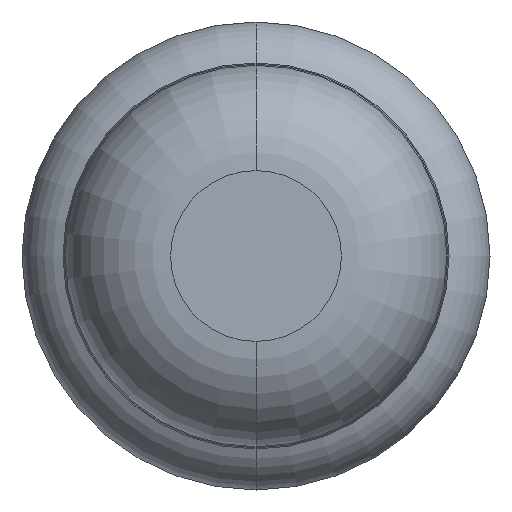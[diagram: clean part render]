
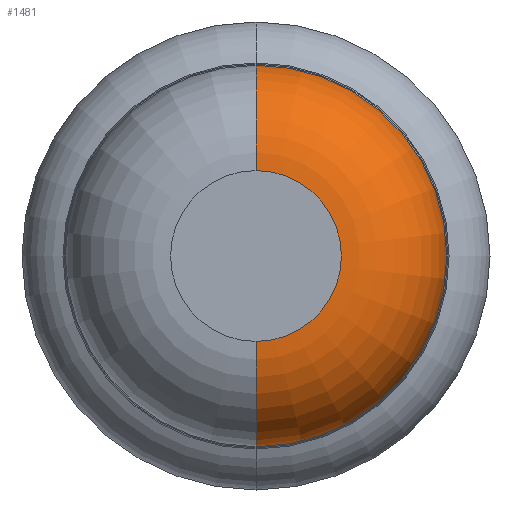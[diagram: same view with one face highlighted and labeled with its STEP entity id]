
A CAD part, front view. The second image highlights one B-rep face of the part: STEP entity #1481.
In plain terms, the highlighted toroidal (fillet/blend) face has major radius 0.365 mm and minor radius 0.45 mm.
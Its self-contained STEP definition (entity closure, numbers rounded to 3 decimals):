
#195 = CARTESIAN_POINT ( 'NONE',  ( 0., -34.45, -0.365 ) ) ;
#507 = AXIS2_PLACEMENT_3D ( 'NONE', #1688, #647, #1362 ) ;
#624 = AXIS2_PLACEMENT_3D ( 'NONE', #195, #2645, #3457 ) ;
#647 = DIRECTION ( 'NONE',  ( 0., 1., 0. ) ) ;
#687 = VERTEX_POINT ( 'NONE', #3676 ) ;
#771 = EDGE_CURVE ( 'NONE', #1613, #1584, #2855, .T. ) ;
#842 = CARTESIAN_POINT ( 'NONE',  ( 0., -34.45, 0. ) ) ;
#863 = ORIENTED_EDGE ( 'NONE', *, *, #2808, .T. ) ;
#1054 = EDGE_LOOP ( 'NONE', ( #863, #2779, #2998, #3627 ) ) ;
#1083 = AXIS2_PLACEMENT_3D ( 'NONE', #2976, #1884, #2226 ) ;
#1240 = CARTESIAN_POINT ( 'NONE',  ( 0., -34.45, -0.815 ) ) ;
#1362 = DIRECTION ( 'NONE',  ( 0., 0., 1. ) ) ;
#1481 = ADVANCED_FACE ( 'Defeature ausgef�hrt1_3', ( #2198 ), #2358, .T. ) ;
#1584 = VERTEX_POINT ( 'NONE', #1240 ) ;
#1613 = VERTEX_POINT ( 'NONE', #1645 ) ;
#1645 = CARTESIAN_POINT ( 'NONE',  ( 0., -34.9, -0.365 ) ) ;
#1688 = CARTESIAN_POINT ( 'NONE',  ( 0., -34.45, 0. ) ) ;
#1706 = CIRCLE ( 'NONE', #2353, 0.365 ) ;
#1760 = CARTESIAN_POINT ( 'NONE',  ( 0., -34.9, 0.365 ) ) ;
#1884 = DIRECTION ( 'NONE',  ( -1., 0., 0. ) ) ;
#2099 = CARTESIAN_POINT ( 'NONE',  ( 0., -34.9, 0. ) ) ;
#2198 = FACE_OUTER_BOUND ( 'NONE', #1054, .T. ) ;
#2226 = DIRECTION ( 'NONE',  ( 0., 0., 1. ) ) ;
#2252 = CIRCLE ( 'NONE', #3326, 0.815 ) ;
#2353 = AXIS2_PLACEMENT_3D ( 'NONE', #2099, #4530, #3072 ) ;
#2358 = TOROIDAL_SURFACE ( 'NONE', #507, 0.365, 0.45 ) ;
#2433 = EDGE_CURVE ( 'Defeature ausgef�hrt1_4+Defeature ausgef�hrt1_3+Defeature ausgef�hrt1_3+Defeature ausgef�hrt1_3', #687, #1584, #2252, .T. ) ;
#2464 = EDGE_CURVE ( 'NONE', #4194, #687, #2635, .T. ) ;
#2635 = CIRCLE ( 'NONE', #1083, 0.45 ) ;
#2645 = DIRECTION ( 'NONE',  ( 1., 0., 0. ) ) ;
#2779 = ORIENTED_EDGE ( 'NONE', *, *, #771, .T. ) ;
#2808 = EDGE_CURVE ( 'Defeature ausgef�hrt1_3+Defeature ausgef�hrt1_2+Defeature ausgef�hrt1_2+Defeature ausgef�hrt1_2', #4194, #1613, #1706, .T. ) ;
#2855 = CIRCLE ( 'NONE', #624, 0.45 ) ;
#2976 = CARTESIAN_POINT ( 'NONE',  ( 0., -34.45, 0.365 ) ) ;
#2998 = ORIENTED_EDGE ( 'NONE', *, *, #2433, .F. ) ;
#3072 = DIRECTION ( 'NONE',  ( 0., 0., 1. ) ) ;
#3326 = AXIS2_PLACEMENT_3D ( 'NONE', #842, #4009, #4355 ) ;
#3457 = DIRECTION ( 'NONE',  ( 0., 0., -1. ) ) ;
#3627 = ORIENTED_EDGE ( 'NONE', *, *, #2464, .F. ) ;
#3676 = CARTESIAN_POINT ( 'NONE',  ( 0., -34.45, 0.815 ) ) ;
#4009 = DIRECTION ( 'NONE',  ( 0., 1., 0. ) ) ;
#4194 = VERTEX_POINT ( 'NONE', #1760 ) ;
#4355 = DIRECTION ( 'NONE',  ( 0., 0., 1. ) ) ;
#4530 = DIRECTION ( 'NONE',  ( 0., 1., 0. ) ) ;
